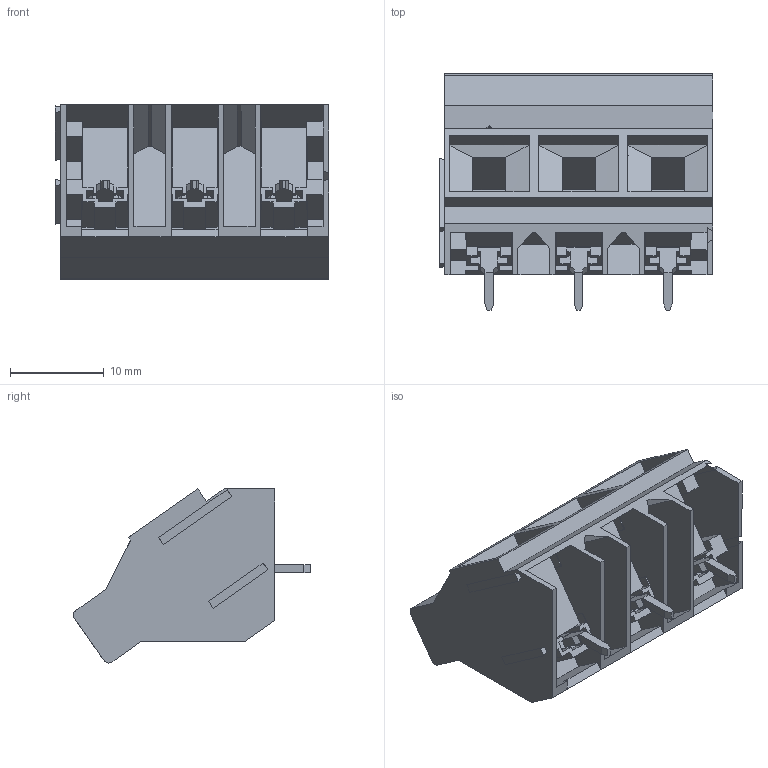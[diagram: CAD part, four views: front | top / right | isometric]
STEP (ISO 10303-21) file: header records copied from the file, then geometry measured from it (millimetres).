
FILE_DESCRIPTION (( 'STEP AP214' ), '1' );
FILE_NAME ('DG636S-9.52-03P-14-00AH.STEP', '2021-01-17T00:18:01', ( '' ), ( '' ), 'SwSTEP 2.0', 'SolidWorks 2020', '' );
FILE_SCHEMA (( 'AUTOMOTIVE_DESIGN' ));
Length unit declared in the file: millimetre
Products named in the file (1): DG636S-9.52-03P-14-00AH
Bounding box: 29.11 x 25.25 x 18.55 mm (x, y, z)
Volume: 4513.4 mm3; surface area: 5169.9 mm2
Topology: 1 solids, 1 shells, 747 faces, 2004 edges, 1311 vertices
Faces by surface type: plane 486, bspline 213, cylinder 27, torus 21
Entity records: 38100 total; most frequent: CARTESIAN_POINT 15728, ORIENTED_EDGE 4008, DIRECTION 2732, EDGE_CURVE 2004, LINE 1470, VECTOR 1470, VERTEX_POINT 1311, EDGE_LOOP 799
